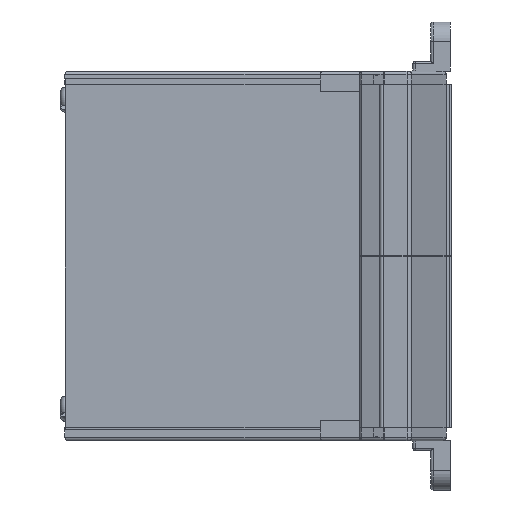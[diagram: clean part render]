
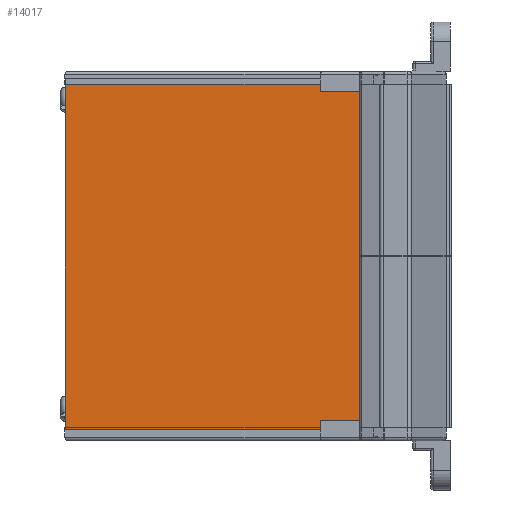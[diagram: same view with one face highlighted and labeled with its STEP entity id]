
A CAD part, left-side view. The second image highlights one B-rep face of the part: STEP entity #14017.
In plain terms, the highlighted planar face has unit normal (-1, 0, 0.002).
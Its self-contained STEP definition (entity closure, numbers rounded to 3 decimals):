
#231 = DIRECTION ( 'NONE',  ( 0., 0., 1. ) ) ;
#311 = EDGE_CURVE ( 'NONE', #9222, #7204, #22034, .T. ) ;
#558 = DIRECTION ( 'NONE',  ( 0., 0., 1. ) ) ;
#1643 = CARTESIAN_POINT ( 'NONE',  ( -35., 31., 0. ) ) ;
#2731 = VECTOR ( 'NONE', #11824, 1000. ) ;
#5118 = FACE_OUTER_BOUND ( 'NONE', #10318, .T. ) ;
#5128 = DIRECTION ( 'NONE',  ( 0., -1., 0. ) ) ;
#5658 = VECTOR ( 'NONE', #5128, 1000. ) ;
#5983 = EDGE_CURVE ( 'NONE', #13247, #7204, #11711, .T. ) ;
#6377 = CARTESIAN_POINT ( 'NONE',  ( -35., -31., -71.5 ) ) ;
#6626 = CARTESIAN_POINT ( 'NONE',  ( -35., 31., -71.5 ) ) ;
#7204 = VERTEX_POINT ( 'NONE', #17080 ) ;
#7594 = DIRECTION ( 'NONE',  ( 0., -1., 0. ) ) ;
#7791 = LINE ( 'NONE', #6626, #11357 ) ;
#9222 = VERTEX_POINT ( 'NONE', #16420 ) ;
#10026 = EDGE_CURVE ( 'NONE', #14129, #13247, #7791, .T. ) ;
#10317 = CARTESIAN_POINT ( 'NONE',  ( -35., 31., 0. ) ) ;
#10318 = EDGE_LOOP ( 'NONE', ( #17710, #16360, #16868, #16981 ) ) ;
#10352 = LINE ( 'NONE', #14607, #19161 ) ;
#10912 = AXIS2_PLACEMENT_3D ( 'NONE', #21656, #11078, #558 ) ;
#11078 = DIRECTION ( 'NONE',  ( -1., 0., 0. ) ) ;
#11357 = VECTOR ( 'NONE', #231, 1000. ) ;
#11711 = LINE ( 'NONE', #1643, #5658 ) ;
#11824 = DIRECTION ( 'NONE',  ( 0., 0., 1. ) ) ;
#13247 = VERTEX_POINT ( 'NONE', #10317 ) ;
#14017 = ADVANCED_FACE ( 'NONE', ( #5118 ), #19869, .T. ) ;
#14129 = VERTEX_POINT ( 'NONE', #18568 ) ;
#14607 = CARTESIAN_POINT ( 'NONE',  ( -35., 31., -71.5 ) ) ;
#16360 = ORIENTED_EDGE ( 'NONE', *, *, #10026, .F. ) ;
#16420 = CARTESIAN_POINT ( 'NONE',  ( -35., -31., -71.5 ) ) ;
#16868 = ORIENTED_EDGE ( 'NONE', *, *, #17282, .T. ) ;
#16981 = ORIENTED_EDGE ( 'NONE', *, *, #311, .T. ) ;
#17080 = CARTESIAN_POINT ( 'NONE',  ( -35., -31., 0. ) ) ;
#17282 = EDGE_CURVE ( 'NONE', #14129, #9222, #10352, .T. ) ;
#17710 = ORIENTED_EDGE ( 'NONE', *, *, #5983, .F. ) ;
#18568 = CARTESIAN_POINT ( 'NONE',  ( -35., 31., -71.5 ) ) ;
#19161 = VECTOR ( 'NONE', #7594, 1000. ) ;
#19869 = PLANE ( 'NONE',  #10912 ) ;
#21656 = CARTESIAN_POINT ( 'NONE',  ( -35., 31., -71.5 ) ) ;
#22034 = LINE ( 'NONE', #6377, #2731 ) ;
